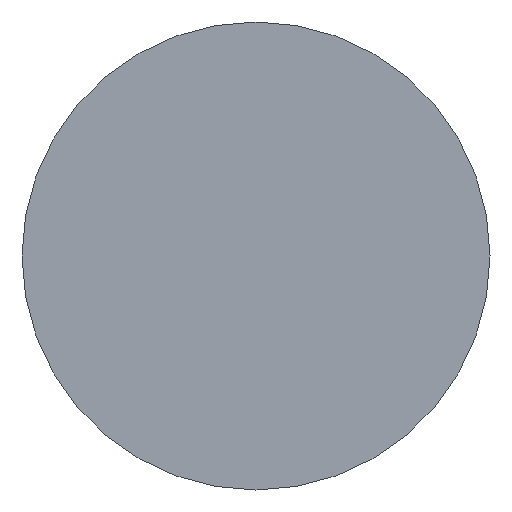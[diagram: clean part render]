
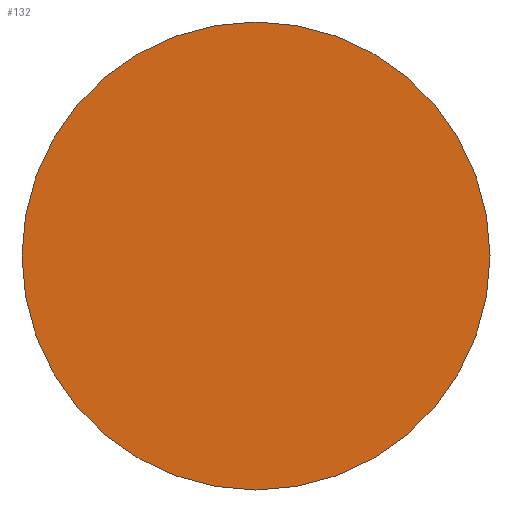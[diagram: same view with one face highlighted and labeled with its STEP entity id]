
A CAD part, left-side view. The second image highlights one B-rep face of the part: STEP entity #132.
In plain terms, the highlighted planar face has unit normal (-1, 0, 0).
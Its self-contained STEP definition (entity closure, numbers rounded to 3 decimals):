
#6 = VERTEX_POINT ( 'NONE', #43 ) ;
#14 = CARTESIAN_POINT ( 'NONE',  ( -2., 0., 0. ) ) ;
#18 = CIRCLE ( 'NONE', #78, 20. ) ;
#24 = CARTESIAN_POINT ( 'NONE',  ( -2., 0., 0. ) ) ;
#31 = DIRECTION ( 'NONE',  ( 0., 0., -1. ) ) ;
#32 = ORIENTED_EDGE ( 'NONE', *, *, #70, .F. ) ;
#36 = ORIENTED_EDGE ( 'NONE', *, *, #66, .F. ) ;
#37 = DIRECTION ( 'NONE',  ( 1., 0., 0. ) ) ;
#43 = CARTESIAN_POINT ( 'NONE',  ( -2., 0., 20. ) ) ;
#56 = CARTESIAN_POINT ( 'NONE',  ( -2., 0., -20. ) ) ;
#66 = EDGE_CURVE ( 'NONE', #6, #69, #18, .T. ) ;
#69 = VERTEX_POINT ( 'NONE', #56 ) ;
#70 = EDGE_CURVE ( 'NONE', #69, #6, #100, .T. ) ;
#76 = PLANE ( 'NONE',  #108 ) ;
#78 = AXIS2_PLACEMENT_3D ( 'NONE', #123, #37, #161 ) ;
#79 = FACE_OUTER_BOUND ( 'NONE', #173, .T. ) ;
#100 = CIRCLE ( 'NONE', #106, 20. ) ;
#106 = AXIS2_PLACEMENT_3D ( 'NONE', #24, #134, #124 ) ;
#108 = AXIS2_PLACEMENT_3D ( 'NONE', #14, #128, #31 ) ;
#123 = CARTESIAN_POINT ( 'NONE',  ( -2., 0., 0. ) ) ;
#124 = DIRECTION ( 'NONE',  ( 0., 0., -1. ) ) ;
#128 = DIRECTION ( 'NONE',  ( 1., 0., 0. ) ) ;
#132 = ADVANCED_FACE ( 'NONE', ( #79 ), #76, .F. ) ;
#134 = DIRECTION ( 'NONE',  ( 1., 0., 0. ) ) ;
#161 = DIRECTION ( 'NONE',  ( 0., 0., -1. ) ) ;
#173 = EDGE_LOOP ( 'NONE', ( #36, #32 ) ) ;
